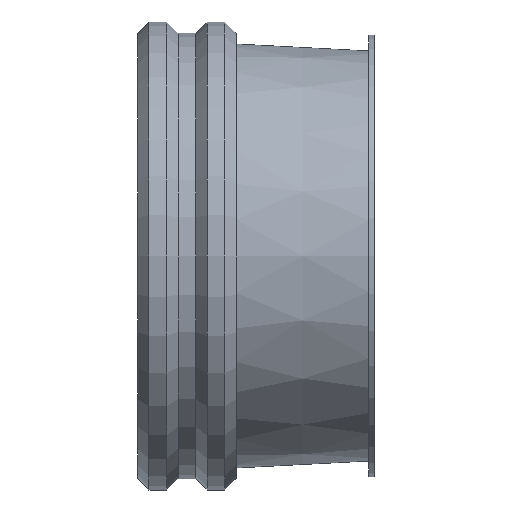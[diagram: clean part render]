
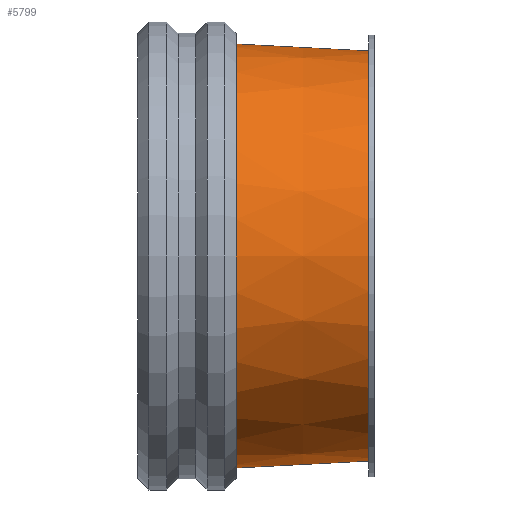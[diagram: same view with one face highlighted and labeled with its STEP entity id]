
A CAD part, left-side view. The second image highlights one B-rep face of the part: STEP entity #5799.
In plain terms, the highlighted conical face has half-angle 3 degrees and reference radius 78.36 mm.
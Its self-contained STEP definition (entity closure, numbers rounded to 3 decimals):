
#26=CONICAL_SURFACE('',#6187,78.36,0.052);
#832=LINE('',#13958,#1262);
#1262=VECTOR('',#7367,78.36);
#1660=FACE_OUTER_BOUND('',#2020,.T.);
#2020=EDGE_LOOP('',(#5326,#5327,#5328,#5329));
#2022=CIRCLE('',#5816,77.102);
#2199=CIRCLE('',#6186,79.722);
#2201=VERTEX_POINT('',#7372);
#2764=VERTEX_POINT('',#13955);
#2766=EDGE_CURVE('',#2201,#2201,#2022,.T.);
#3618=EDGE_CURVE('',#2764,#2764,#2199,.T.);
#3619=EDGE_CURVE('',#2764,#2201,#832,.T.);
#5326=ORIENTED_EDGE('',*,*,#3618,.T.);
#5327=ORIENTED_EDGE('',*,*,#3619,.T.);
#5328=ORIENTED_EDGE('',*,*,#2766,.T.);
#5329=ORIENTED_EDGE('',*,*,#3619,.F.);
#5799=ADVANCED_FACE('',(#1660),#26,.T.);
#5816=AXIS2_PLACEMENT_3D('',#7373,#6194,#6195);
#6186=AXIS2_PLACEMENT_3D('',#13956,#7363,#7364);
#6187=AXIS2_PLACEMENT_3D('',#13957,#7365,#7366);
#6194=DIRECTION('center_axis',(0.,1.,0.));
#6195=DIRECTION('ref_axis',(1.,0.,0.));
#7363=DIRECTION('center_axis',(0.,-1.,0.));
#7364=DIRECTION('ref_axis',(1.,0.,0.));
#7365=DIRECTION('center_axis',(0.,1.,0.));
#7366=DIRECTION('ref_axis',(1.,0.,0.));
#7367=DIRECTION('',(0.052,-0.999,0.));
#7372=CARTESIAN_POINT('',(-77.102,2.,0.));
#7373=CARTESIAN_POINT('Origin',(0.,2.,0.));
#13955=CARTESIAN_POINT('',(-79.722,52.,0.));
#13956=CARTESIAN_POINT('Origin',(0.,52.,0.));
#13957=CARTESIAN_POINT('Origin',(0.,26.,0.));
#13958=CARTESIAN_POINT('',(-78.36,26.,0.));
